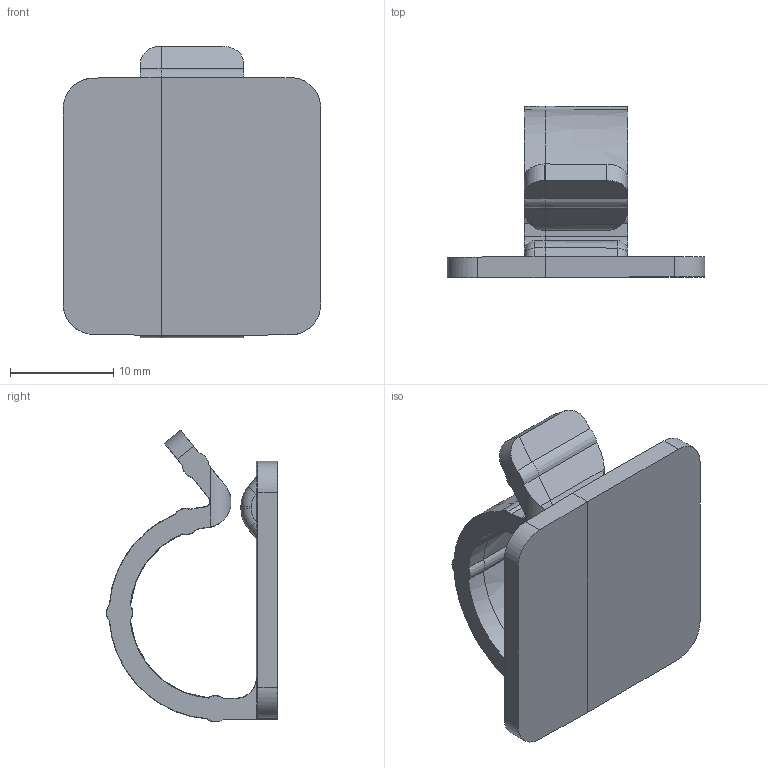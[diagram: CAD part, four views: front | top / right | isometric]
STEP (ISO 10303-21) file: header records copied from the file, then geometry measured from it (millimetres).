
FILE_DESCRIPTION (( 'STEP AP203' ), '1' );
FILE_NAME ('TA01.35.STEP', '2022-07-27T06:55:02', ( '' ), ( '' ), 'SwSTEP 2.0', 'SolidWorks 2021', '' );
FILE_SCHEMA (( 'CONFIG_CONTROL_DESIGN' ));
Length unit declared in the file: millimetre
Products named in the file (1): TA01.35
Bounding box: 25 x 16.62 x 28.32 mm (x, y, z)
Surface area: 2444.1 mm2 (no closed solid volume)
Topology: 0 solids, 1 shells, 98 faces, 277 edges, 180 vertices
Faces by surface type: cone 44, plane 36, cylinder 14, torus 4
Entity records: 3400 total; most frequent: CARTESIAN_POINT 822, ORIENTED_EDGE 550, DIRECTION 519, EDGE_CURVE 277, AXIS2_PLACEMENT_3D 199, VERTEX_POINT 180, LINE 121, VECTOR 121
